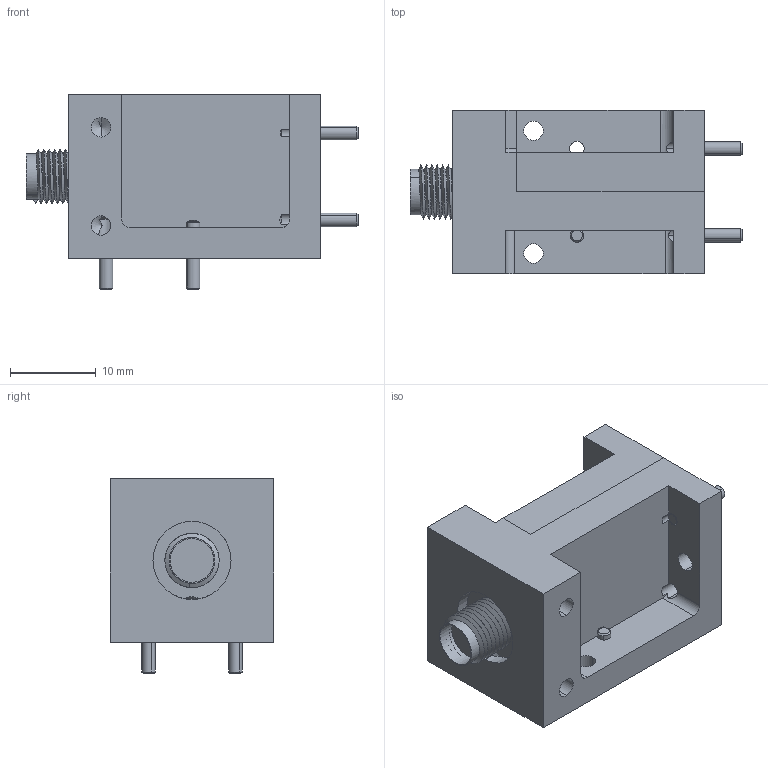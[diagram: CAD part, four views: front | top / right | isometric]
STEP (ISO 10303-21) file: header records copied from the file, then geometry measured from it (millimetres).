
FILE_DESCRIPTION (( 'STEP AP214' ), '1' );
FILE_NAME ('FB-NG-A.STEP', '2023-01-13T21:11:27', ( '' ), ( '' ), 'SwSTEP 2.0', 'SolidWorks 2021', '' );
FILE_SCHEMA (( 'AUTOMOTIVE_DESIGN' ));
Length unit declared in the file: inch
Products named in the file (1): FB-NG-A
Bounding box: 38.65 x 19.05 x 22.67 mm (x, y, z)
Volume: 7179.4 mm3; surface area: 5529.1 mm2
Topology: 10 solids, 10 shells, 350 faces, 890 edges, 549 vertices
Faces by surface type: cylinder 129, plane 115, cone 104, bspline 2
Entity records: 16322 total; most frequent: CARTESIAN_POINT 3275, DIRECTION 1793, ORIENTED_EDGE 1740, EDGE_CURVE 870, AXIS2_PLACEMENT_3D 677, VERTEX_POINT 549, VECTOR 439, LINE 439
